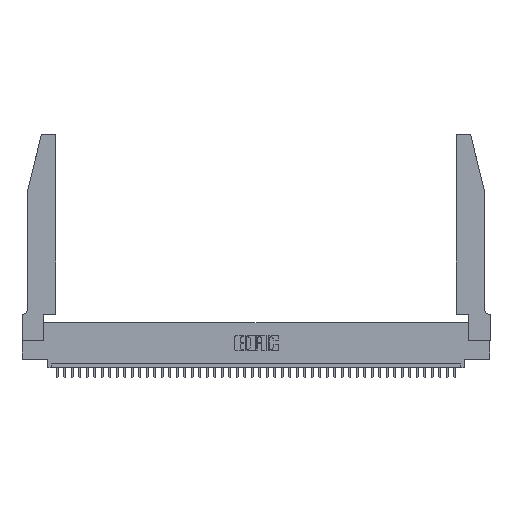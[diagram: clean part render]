
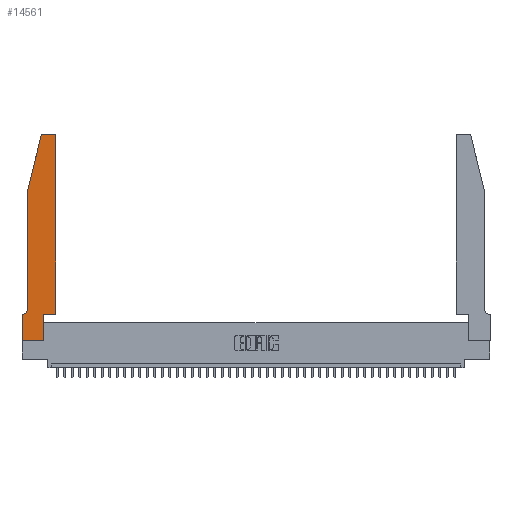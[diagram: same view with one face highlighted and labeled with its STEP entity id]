
A CAD part, top view. The second image highlights one B-rep face of the part: STEP entity #14561.
In plain terms, the highlighted planar face has unit normal (0, 0, 1).
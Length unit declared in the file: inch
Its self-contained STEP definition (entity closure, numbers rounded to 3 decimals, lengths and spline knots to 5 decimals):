
#124 = AXIS2_PLACEMENT_3D ( 'NONE', #9395, #23291, #16698 ) ;
#682 = EDGE_LOOP ( 'NONE', ( #36667, #4033, #33633, #18001, #2494, #10818, #33548, #27336, #38150, #23465, #43060, #14903 ) ) ;
#779 = CIRCLE ( 'NONE', #124, 0.03 ) ;
#1239 = VERTEX_POINT ( 'NONE', #19977 ) ;
#1639 = VECTOR ( 'NONE', #17903, 39.37008 ) ;
#1676 = CARTESIAN_POINT ( 'NONE',  ( 0.0755, 0.35, 0.37 ) ) ;
#2494 = ORIENTED_EDGE ( 'NONE', *, *, #8176, .T. ) ;
#3193 = CARTESIAN_POINT ( 'NONE',  ( 0.25487, 2.72718, 0.37 ) ) ;
#3472 = VECTOR ( 'NONE', #38585, 39.37008 ) ;
#4033 = ORIENTED_EDGE ( 'NONE', *, *, #34286, .T. ) ;
#5014 = VERTEX_POINT ( 'NONE', #42976 ) ;
#5227 = VERTEX_POINT ( 'NONE', #28574 ) ;
#5263 = CARTESIAN_POINT ( 'NONE',  ( 0.0755, 2., 0.37 ) ) ;
#5307 = VERTEX_POINT ( 'NONE', #5937 ) ;
#5937 = CARTESIAN_POINT ( 'NONE',  ( 0.0055, 0.35, 0.37 ) ) ;
#6524 = CARTESIAN_POINT ( 'NONE',  ( 0.4505, 2.72, 0.37 ) ) ;
#6973 = VECTOR ( 'NONE', #8283, 39.37008 ) ;
#7198 = AXIS2_PLACEMENT_3D ( 'NONE', #43922, #20401, #40483 ) ;
#7856 = CARTESIAN_POINT ( 'NONE',  ( 0.2865, 0.35, 0.37 ) ) ;
#8176 = EDGE_CURVE ( 'NONE', #17845, #5307, #28817, .T. ) ;
#8283 = DIRECTION ( 'NONE',  ( -1., 0., 0. ) ) ;
#8351 = CARTESIAN_POINT ( 'NONE',  ( 0.0755, 2., 0.37 ) ) ;
#8402 = CARTESIAN_POINT ( 'NONE',  ( 0.4205, 2.75, 0.37 ) ) ;
#8539 = DIRECTION ( 'NONE',  ( 0., -1., 0. ) ) ;
#9395 = CARTESIAN_POINT ( 'NONE',  ( 0.284, 2.72, 0.37 ) ) ;
#9443 = VECTOR ( 'NONE', #8539, 39.37008 ) ;
#10391 = LINE ( 'NONE', #41426, #26988 ) ;
#10818 = ORIENTED_EDGE ( 'NONE', *, *, #40985, .T. ) ;
#11611 = VERTEX_POINT ( 'NONE', #25035 ) ;
#12459 = EDGE_CURVE ( 'NONE', #19332, #18655, #15879, .T. ) ;
#12719 = DIRECTION ( 'NONE',  ( 1., 0., 0. ) ) ;
#13026 = CARTESIAN_POINT ( 'NONE',  ( 0.4205, 2.72, 0.37 ) ) ;
#13083 = LINE ( 'NONE', #1676, #43838 ) ;
#13788 = CARTESIAN_POINT ( 'NONE',  ( 0., 0., 0.37 ) ) ;
#14561 = ADVANCED_FACE ( 'NONE', ( #30546 ), #17082, .T. ) ;
#14903 = ORIENTED_EDGE ( 'NONE', *, *, #12459, .T. ) ;
#15175 = VERTEX_POINT ( 'NONE', #20568 ) ;
#15879 = CIRCLE ( 'NONE', #34515, 0.03 ) ;
#16342 = CARTESIAN_POINT ( 'NONE',  ( 0.0055, 0.42, 0.37 ) ) ;
#16698 = DIRECTION ( 'NONE',  ( 1., 0., 0. ) ) ;
#17082 = PLANE ( 'NONE',  #7198 ) ;
#17845 = VERTEX_POINT ( 'NONE', #42049 ) ;
#17903 = DIRECTION ( 'NONE',  ( 0., 1., 0. ) ) ;
#18001 = ORIENTED_EDGE ( 'NONE', *, *, #26621, .T. ) ;
#18359 = VECTOR ( 'NONE', #40584, 39.37008 ) ;
#18655 = VERTEX_POINT ( 'NONE', #8402 ) ;
#19264 = EDGE_CURVE ( 'NONE', #18655, #11611, #23529, .T. ) ;
#19332 = VERTEX_POINT ( 'NONE', #6524 ) ;
#19548 = EDGE_CURVE ( 'NONE', #1239, #5014, #28245, .T. ) ;
#19615 = CARTESIAN_POINT ( 'NONE',  ( 0., 0., 0.37 ) ) ;
#19760 = DIRECTION ( 'NONE',  ( 0., 0., 1. ) ) ;
#19977 = CARTESIAN_POINT ( 'NONE',  ( 0.2865, 0., 0.37 ) ) ;
#20401 = DIRECTION ( 'NONE',  ( 0., 0., 1. ) ) ;
#20568 = CARTESIAN_POINT ( 'NONE',  ( 0.0755, 2., 0.37 ) ) ;
#21095 = EDGE_CURVE ( 'NONE', #38075, #35804, #36084, .T. ) ;
#23291 = DIRECTION ( 'NONE',  ( 0., 0., 1. ) ) ;
#23465 = ORIENTED_EDGE ( 'NONE', *, *, #34390, .T. ) ;
#23529 = LINE ( 'NONE', #24969, #6973 ) ;
#24969 = CARTESIAN_POINT ( 'NONE',  ( 0.2605, 2.75, 0.37 ) ) ;
#25035 = CARTESIAN_POINT ( 'NONE',  ( 0.284, 2.75, 0.37 ) ) ;
#26621 = EDGE_CURVE ( 'NONE', #15175, #17845, #36105, .T. ) ;
#26988 = VECTOR ( 'NONE', #30785, 39.37008 ) ;
#27336 = ORIENTED_EDGE ( 'NONE', *, *, #38644, .T. ) ;
#28245 = LINE ( 'NONE', #7856, #1639 ) ;
#28483 = CARTESIAN_POINT ( 'NONE',  ( 0., 0., 0.37 ) ) ;
#28574 = CARTESIAN_POINT ( 'NONE',  ( 0.4505, 0.35, 0.37 ) ) ;
#28817 = CIRCLE ( 'NONE', #40875, 0.07 ) ;
#29135 = VECTOR ( 'NONE', #12719, 39.37008 ) ;
#30546 = FACE_OUTER_BOUND ( 'NONE', #682, .T. ) ;
#30785 = DIRECTION ( 'NONE',  ( 0., 1., 0. ) ) ;
#32053 = CARTESIAN_POINT ( 'NONE',  ( 0., 0.35, 0.37 ) ) ;
#32315 = LINE ( 'NONE', #19615, #29135 ) ;
#33127 = DIRECTION ( 'NONE',  ( -1., 0., 0. ) ) ;
#33548 = ORIENTED_EDGE ( 'NONE', *, *, #21095, .T. ) ;
#33607 = CARTESIAN_POINT ( 'NONE',  ( 0.4505, 0.35, 0.37 ) ) ;
#33633 = ORIENTED_EDGE ( 'NONE', *, *, #40812, .T. ) ;
#34286 = EDGE_CURVE ( 'NONE', #11611, #36553, #779, .T. ) ;
#34390 = EDGE_CURVE ( 'NONE', #5014, #5227, #39533, .T. ) ;
#34489 = VECTOR ( 'NONE', #35466, 39.37008 ) ;
#34515 = AXIS2_PLACEMENT_3D ( 'NONE', #13026, #19760, #43709 ) ;
#35466 = DIRECTION ( 'NONE',  ( 0., -1., 0. ) ) ;
#35804 = VERTEX_POINT ( 'NONE', #13788 ) ;
#36084 = LINE ( 'NONE', #28483, #9443 ) ;
#36105 = LINE ( 'NONE', #5263, #34489 ) ;
#36123 = DIRECTION ( 'NONE',  ( -1., 0., 0. ) ) ;
#36553 = VERTEX_POINT ( 'NONE', #3193 ) ;
#36667 = ORIENTED_EDGE ( 'NONE', *, *, #19264, .T. ) ;
#38075 = VERTEX_POINT ( 'NONE', #32053 ) ;
#38150 = ORIENTED_EDGE ( 'NONE', *, *, #19548, .T. ) ;
#38585 = DIRECTION ( 'NONE',  ( -0.239, -0.971, 0. ) ) ;
#38644 = EDGE_CURVE ( 'NONE', #35804, #1239, #32315, .T. ) ;
#39533 = LINE ( 'NONE', #33607, #18359 ) ;
#40031 = DIRECTION ( 'NONE',  ( 0., 0., -1. ) ) ;
#40483 = DIRECTION ( 'NONE',  ( 1., 0., 0. ) ) ;
#40584 = DIRECTION ( 'NONE',  ( 1., 0., 0. ) ) ;
#40746 = EDGE_CURVE ( 'NONE', #5227, #19332, #10391, .T. ) ;
#40812 = EDGE_CURVE ( 'NONE', #36553, #15175, #42826, .T. ) ;
#40875 = AXIS2_PLACEMENT_3D ( 'NONE', #16342, #40031, #33127 ) ;
#40985 = EDGE_CURVE ( 'NONE', #5307, #38075, #13083, .T. ) ;
#41426 = CARTESIAN_POINT ( 'NONE',  ( 0.4505, 0.35, 0.37 ) ) ;
#42049 = CARTESIAN_POINT ( 'NONE',  ( 0.0755, 0.42, 0.37 ) ) ;
#42826 = LINE ( 'NONE', #8351, #3472 ) ;
#42976 = CARTESIAN_POINT ( 'NONE',  ( 0.2865, 0.35, 0.37 ) ) ;
#43060 = ORIENTED_EDGE ( 'NONE', *, *, #40746, .T. ) ;
#43709 = DIRECTION ( 'NONE',  ( 1., 0., 0. ) ) ;
#43838 = VECTOR ( 'NONE', #36123, 39.37008 ) ;
#43922 = CARTESIAN_POINT ( 'NONE',  ( 0., 0.35, 0.37 ) ) ;
